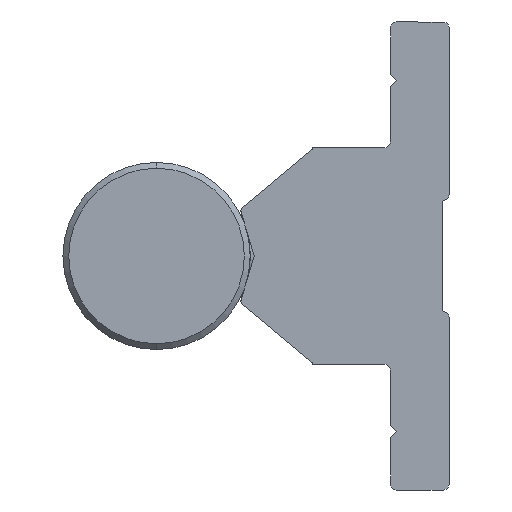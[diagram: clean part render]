
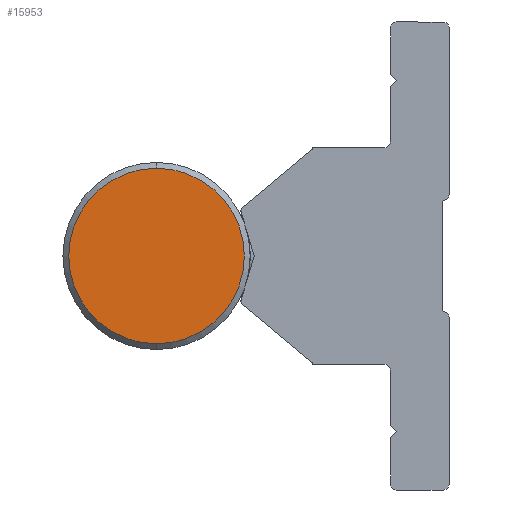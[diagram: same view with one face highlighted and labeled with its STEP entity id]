
A CAD part, left-side view. The second image highlights one B-rep face of the part: STEP entity #15953.
In plain terms, the highlighted planar face has unit normal (-1, 0, 0).
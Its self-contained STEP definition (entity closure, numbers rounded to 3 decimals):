
#816 = AXIS2_PLACEMENT_3D ( 'NONE', #15040, #17761, #8000 ) ;
#2564 = VERTEX_POINT ( 'NONE', #8560 ) ;
#2586 = CARTESIAN_POINT ( 'NONE',  ( -600., 0., 7.5 ) ) ;
#2797 = EDGE_CURVE ( 'NONE', #15976, #2564, #14678, .T. ) ;
#3574 = EDGE_CURVE ( 'NONE', #2564, #15976, #14849, .T. ) ;
#3611 = DIRECTION ( 'NONE',  ( 0., 0., 1. ) ) ;
#5329 = CARTESIAN_POINT ( 'NONE',  ( -600., -25., -500. ) ) ;
#5993 = AXIS2_PLACEMENT_3D ( 'NONE', #5329, #15280, #8236 ) ;
#7807 = AXIS2_PLACEMENT_3D ( 'NONE', #7936, #11992, #3611 ) ;
#7936 = CARTESIAN_POINT ( 'NONE',  ( -600., 0., 0. ) ) ;
#8000 = DIRECTION ( 'NONE',  ( 0., 0., 1. ) ) ;
#8236 = DIRECTION ( 'NONE',  ( 0., 0., 1. ) ) ;
#8560 = CARTESIAN_POINT ( 'NONE',  ( -600., 0., -7.5 ) ) ;
#8915 = ORIENTED_EDGE ( 'NONE', *, *, #2797, .T. ) ;
#8946 = EDGE_LOOP ( 'NONE', ( #8957, #8915 ) ) ;
#8957 = ORIENTED_EDGE ( 'NONE', *, *, #3574, .T. ) ;
#9687 = FACE_OUTER_BOUND ( 'NONE', #8946, .T. ) ;
#11992 = DIRECTION ( 'NONE',  ( -1., 0., 0. ) ) ;
#13851 = PLANE ( 'NONE',  #5993 ) ;
#14678 = CIRCLE ( 'NONE', #816, 7.5 ) ;
#14849 = CIRCLE ( 'NONE', #7807, 7.5 ) ;
#15040 = CARTESIAN_POINT ( 'NONE',  ( -600., 0., 0. ) ) ;
#15280 = DIRECTION ( 'NONE',  ( -1., 0., 0. ) ) ;
#15953 = ADVANCED_FACE ( 'NONE', ( #9687 ), #13851, .T. ) ;
#15976 = VERTEX_POINT ( 'NONE', #2586 ) ;
#17761 = DIRECTION ( 'NONE',  ( -1., 0., 0. ) ) ;
